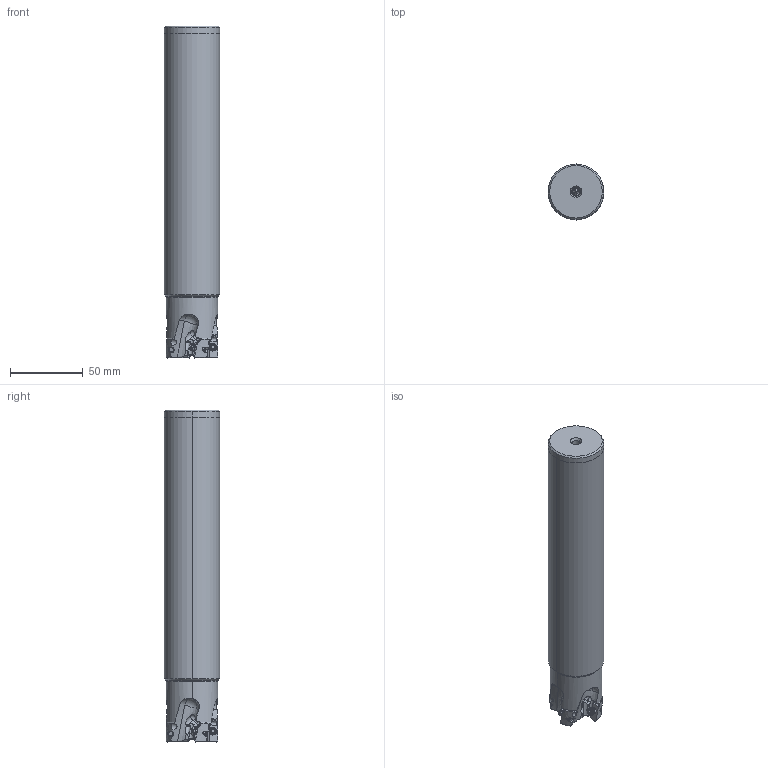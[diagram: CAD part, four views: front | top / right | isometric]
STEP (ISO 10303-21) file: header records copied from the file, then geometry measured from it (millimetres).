
FILE_DESCRIPTION(/* description */ (''),/* implementation_level */ '2;1');
FILE_NAME(/* name */ 'APX4000UR244SA24LA.stp',/* time_stamp */ '2021-09-08T11:43:10+09:00',/* author */ (''),/* organization */ (''),/* preprocessor_version */ 'ST-DEVELOPER v16',/* originating_system */ 'SIEMENS PLM Software NX 10.0',/* authorisation */ '');
FILE_SCHEMA (('AUTOMOTIVE_DESIGN { 1 0 10303 214 3 1 1 1 }'));
Length unit declared in the file: millimetre
Products named in the file (1): APX4000UR244SA24LA_ASM
Bounding box: 38.1 x 38.1 x 227.64 mm (x, y, z)
Volume: 235204.8 mm3; surface area: 34912.3 mm2
Topology: 5 solids, 5 shells, 341 faces, 1054 edges, 732 vertices
Faces by surface type: cylinder 146, plane 79, cone 58, sphere 28, torus 22, bspline 8
Entity records: 18419 total; most frequent: CARTESIAN_POINT 8966, ORIENTED_EDGE 2068, DIRECTION 1857, EDGE_CURVE 1034, AXIS2_PLACEMENT_3D 811, VERTEX_POINT 702, CIRCLE 394, EDGE_LOOP 356
